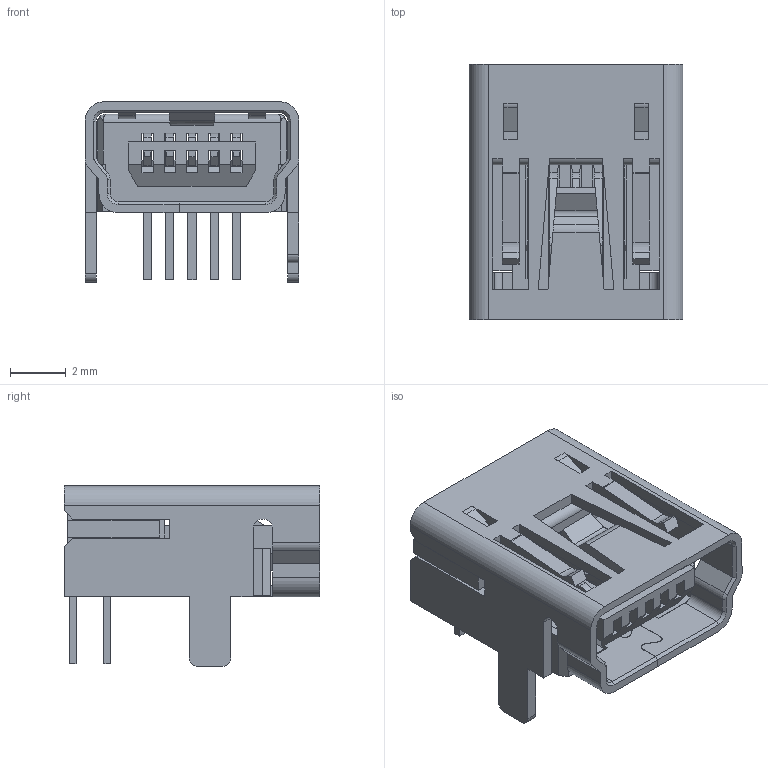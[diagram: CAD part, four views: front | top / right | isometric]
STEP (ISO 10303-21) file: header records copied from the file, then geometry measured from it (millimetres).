
FILE_DESCRIPTION (( 'STEP AP203' ), '1' );
FILE_NAME ('54-00027_revA1.STEP', '2016-06-17T23:30:55', ( 'Tensility' ), ( '' ), 'SwSTEP 2.0', 'SolidWorks 2015', '' );
FILE_SCHEMA (( 'CONFIG_CONTROL_DESIGN' ));
Length unit declared in the file: millimetre
Products named in the file (1): 54-00027_revA1
Bounding box: 7.7 x 9.2 x 6.5 mm (x, y, z)
Volume: 143.9 mm3; surface area: 739 mm2
Topology: 7 solids, 7 shells, 605 faces, 1796 edges, 1184 vertices
Faces by surface type: plane 448, cylinder 149, cone 6, bspline 2
Entity records: 20256 total; most frequent: CARTESIAN_POINT 3700, ORIENTED_EDGE 3588, DIRECTION 3284, EDGE_CURVE 1794, VECTOR 1488, LINE 1488, VERTEX_POINT 1184, AXIS2_PLACEMENT_3D 898
